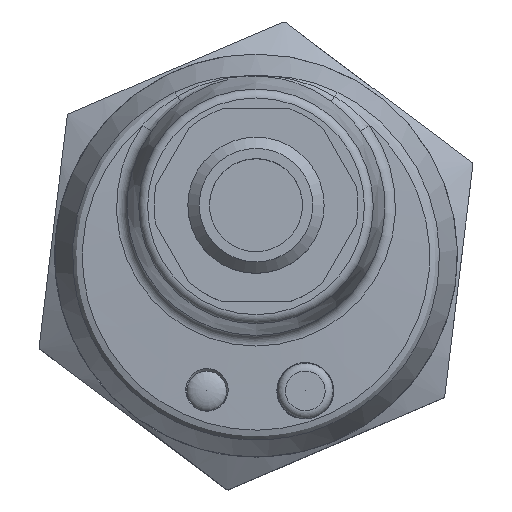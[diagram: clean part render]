
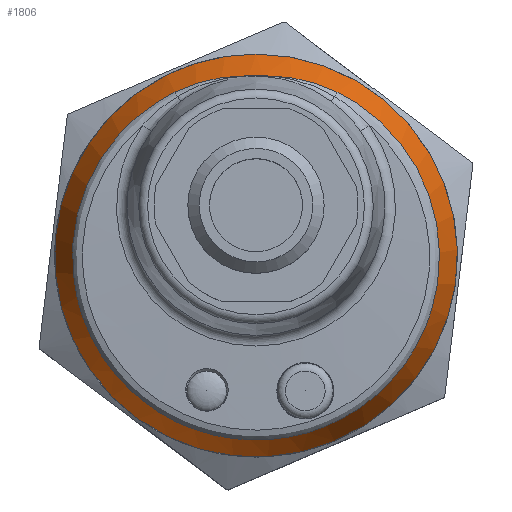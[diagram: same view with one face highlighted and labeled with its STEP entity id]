
A CAD part, top view. The second image highlights one B-rep face of the part: STEP entity #1806.
In plain terms, the highlighted conical face has half-angle 23 degrees and reference radius 15.817 mm.
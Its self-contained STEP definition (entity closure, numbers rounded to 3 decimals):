
#113=B_SPLINE_CURVE_WITH_KNOTS('',3,(#2542,#2543,#2544,#2545),
 .UNSPECIFIED.,.F.,.F.,(4,4),(0.,1.),.UNSPECIFIED.);
#121=B_SPLINE_CURVE_WITH_KNOTS('',3,(#2659,#2660,#2661,#2662),
 .UNSPECIFIED.,.F.,.F.,(4,4),(0.,1.),.UNSPECIFIED.);
#122=B_SPLINE_CURVE_WITH_KNOTS('',3,(#2664,#2665,#2666,#2667),
 .UNSPECIFIED.,.F.,.F.,(4,4),(0.,1.),.UNSPECIFIED.);
#123=B_SPLINE_CURVE_WITH_KNOTS('',3,(#2669,#2670,#2671,#2672,#2673,#2674,
#2675,#2676,#2677,#2678,#2679,#2680,#2681,#2682,#2683,#2684,#2685,#2686,
#2687,#2688,#2689,#2690,#2691,#2692,#2693,#2694,#2695,#2696,#2697,#2698,
#2699,#2700,#2701,#2702,#2703,#2704,#2705,#2706,#2707,#2708,#2709,#2710,
#2711,#2712,#2713,#2714,#2715,#2716,#2717,#2718,#2719,#2720,#2721,#2722,
#2723,#2724,#2725,#2726,#2727,#2728,#2729,#2730),.UNSPECIFIED.,.F.,.F.,
(4,1,1,1,1,1,1,1,1,1,1,1,1,1,1,1,1,1,1,1,1,1,1,1,1,1,1,1,1,1,1,1,1,1,1,
1,1,1,1,1,1,1,1,1,1,1,1,1,1,1,1,1,1,1,1,1,1,1,1,4),(0.,0.063,0.094,0.125,
0.156,0.172,0.188,0.203,0.219,0.227,0.234,0.242,0.246,
0.248,0.25,0.252,0.254,0.258,0.266,0.273,0.281,
0.297,0.313,0.344,0.375,0.406,0.438,0.469,0.5,0.531,0.563,
0.625,0.656,0.688,0.703,0.719,0.734,0.742,0.746,0.75,
0.754,0.758,0.766,0.781,0.797,0.813,0.828,0.844,
0.859,0.867,0.871,0.875,0.879,0.883,0.891,0.906,
0.922,0.938,0.969,1.),.UNSPECIFIED.);
#152=CONICAL_SURFACE('',#1925,15.817,0.401);
#269=ORIENTED_EDGE('',*,*,#555,.T.);
#270=ORIENTED_EDGE('',*,*,#529,.F.);
#271=ORIENTED_EDGE('',*,*,#556,.T.);
#272=ORIENTED_EDGE('',*,*,#557,.T.);
#273=ORIENTED_EDGE('',*,*,#558,.T.);
#529=EDGE_CURVE('',#680,#681,#113,.T.);
#555=EDGE_CURVE('',#703,#681,#121,.T.);
#556=EDGE_CURVE('',#680,#704,#122,.T.);
#557=EDGE_CURVE('',#704,#703,#123,.T.);
#558=EDGE_CURVE('',#705,#705,#804,.T.);
#680=VERTEX_POINT('',#2541);
#681=VERTEX_POINT('',#2546);
#703=VERTEX_POINT('',#2663);
#704=VERTEX_POINT('',#2668);
#705=VERTEX_POINT('',#2732);
#804=CIRCLE('',#1926,17.75);
#895=EDGE_LOOP('',(#269,#270,#271,#272));
#896=EDGE_LOOP('',(#273));
#1035=FACE_BOUND('',#895,.T.);
#1036=FACE_BOUND('',#896,.T.);
#1806=ADVANCED_FACE('',(#1035,#1036),#152,.T.);
#1925=AXIS2_PLACEMENT_3D('',#2658,#2138,#2139);
#1926=AXIS2_PLACEMENT_3D('',#2731,#2140,#2141);
#2138=DIRECTION('',(0.,0.,-1.));
#2139=DIRECTION('',(0.,-1.,0.));
#2140=DIRECTION('',(0.,0.,1.));
#2141=DIRECTION('',(0.,1.,0.));
#2541=CARTESIAN_POINT('',(0.611,15.842,26.553));
#2542=CARTESIAN_POINT('',(0.639,15.84,26.555));
#2543=CARTESIAN_POINT('',(0.215,15.868,26.53));
#2544=CARTESIAN_POINT('',(-0.214,15.868,26.53));
#2545=CARTESIAN_POINT('',(-0.639,15.84,26.555));
#2546=CARTESIAN_POINT('',(-0.639,15.84,26.555));
#2658=CARTESIAN_POINT('',(0.,0.,26.641));
#2659=CARTESIAN_POINT('',(-7.135,14.405,26.033));
#2660=CARTESIAN_POINT('',(-5.401,15.256,26.049));
#2661=CARTESIAN_POINT('',(-3.172,15.879,26.223));
#2662=CARTESIAN_POINT('',(-0.639,15.84,26.555));
#2663=CARTESIAN_POINT('',(-7.135,14.405,26.033));
#2664=CARTESIAN_POINT('',(0.639,15.84,26.555));
#2665=CARTESIAN_POINT('',(3.173,15.879,26.223));
#2666=CARTESIAN_POINT('',(5.402,15.256,26.049));
#2667=CARTESIAN_POINT('',(7.136,14.404,26.033));
#2668=CARTESIAN_POINT('',(7.136,14.404,26.033));
#2669=CARTESIAN_POINT('',(7.136,14.404,26.033));
#2670=CARTESIAN_POINT('',(7.703,14.125,26.029));
#2671=CARTESIAN_POINT('',(8.933,13.475,26.015));
#2672=CARTESIAN_POINT('',(11.058,11.769,25.983));
#2673=CARTESIAN_POINT('',(12.758,9.958,25.951));
#2674=CARTESIAN_POINT('',(14.11,7.926,25.919));
#2675=CARTESIAN_POINT('',(15.025,5.961,25.89));
#2676=CARTESIAN_POINT('',(15.591,4.32,25.866));
#2677=CARTESIAN_POINT('',(15.997,2.518,25.841));
#2678=CARTESIAN_POINT('',(16.166,0.894,25.818));
#2679=CARTESIAN_POINT('',(16.179,-0.465,25.799));
#2680=CARTESIAN_POINT('',(16.121,-1.513,25.784));
#2681=CARTESIAN_POINT('',(16.015,-2.398,25.772));
#2682=CARTESIAN_POINT('',(15.904,-3.036,25.763));
#2683=CARTESIAN_POINT('',(15.835,-3.385,25.758));
#2684=CARTESIAN_POINT('',(15.767,-3.694,25.753));
#2685=CARTESIAN_POINT('',(15.736,-3.829,25.751));
#2686=CARTESIAN_POINT('',(15.677,-4.069,25.748));
#2687=CARTESIAN_POINT('',(15.575,-4.459,25.742));
#2688=CARTESIAN_POINT('',(15.408,-5.025,25.734));
#2689=CARTESIAN_POINT('',(15.18,-5.687,25.725));
#2690=CARTESIAN_POINT('',(14.839,-6.556,25.713));
#2691=CARTESIAN_POINT('',(14.344,-7.608,25.699));
#2692=CARTESIAN_POINT('',(13.414,-9.21,25.679));
#2693=CARTESIAN_POINT('',(12.01,-11.039,25.656));
#2694=CARTESIAN_POINT('',(9.997,-12.899,25.635));
#2695=CARTESIAN_POINT('',(7.725,-14.382,25.619));
#2696=CARTESIAN_POINT('',(5.261,-15.457,25.608));
#2697=CARTESIAN_POINT('',(2.688,-16.108,25.602));
#2698=CARTESIAN_POINT('',(0.048,-16.326,25.602));
#2699=CARTESIAN_POINT('',(-2.48,-16.133,25.607));
#2700=CARTESIAN_POINT('',(-5.881,-15.329,25.618));
#2701=CARTESIAN_POINT('',(-9.089,-13.676,25.637));
#2702=CARTESIAN_POINT('',(-11.824,-11.234,25.665));
#2703=CARTESIAN_POINT('',(-13.271,-9.412,25.685));
#2704=CARTESIAN_POINT('',(-14.238,-7.801,25.704));
#2705=CARTESIAN_POINT('',(-14.86,-6.523,25.718));
#2706=CARTESIAN_POINT('',(-15.286,-5.412,25.732));
#2707=CARTESIAN_POINT('',(-15.533,-4.606,25.741));
#2708=CARTESIAN_POINT('',(-15.657,-4.149,25.747));
#2709=CARTESIAN_POINT('',(-15.749,-3.776,25.752));
#2710=CARTESIAN_POINT('',(-15.809,-3.509,25.755));
#2711=CARTESIAN_POINT('',(-15.889,-3.124,25.76));
#2712=CARTESIAN_POINT('',(-16.01,-2.446,25.768));
#2713=CARTESIAN_POINT('',(-16.135,-1.431,25.781));
#2714=CARTESIAN_POINT('',(-16.191,-0.153,25.798));
#2715=CARTESIAN_POINT('',(-16.143,1.179,25.817));
#2716=CARTESIAN_POINT('',(-15.976,2.555,25.836));
#2717=CARTESIAN_POINT('',(-15.679,3.962,25.857));
#2718=CARTESIAN_POINT('',(-15.312,5.153,25.875));
#2719=CARTESIAN_POINT('',(-14.991,5.98,25.888));
#2720=CARTESIAN_POINT('',(-14.783,6.464,25.896));
#2721=CARTESIAN_POINT('',(-14.633,6.793,25.902));
#2722=CARTESIAN_POINT('',(-14.412,7.245,25.909));
#2723=CARTESIAN_POINT('',(-14.123,7.789,25.918));
#2724=CARTESIAN_POINT('',(-13.584,8.711,25.934));
#2725=CARTESIAN_POINT('',(-12.76,9.876,25.954));
#2726=CARTESIAN_POINT('',(-11.727,11.064,25.976));
#2727=CARTESIAN_POINT('',(-10.348,12.38,26.));
#2728=CARTESIAN_POINT('',(-8.704,13.577,26.021));
#2729=CARTESIAN_POINT('',(-7.609,14.171,26.03));
#2730=CARTESIAN_POINT('',(-7.135,14.405,26.033));
#2731=CARTESIAN_POINT('',(0.,0.,22.087));
#2732=CARTESIAN_POINT('',(0.,17.75,22.087));
